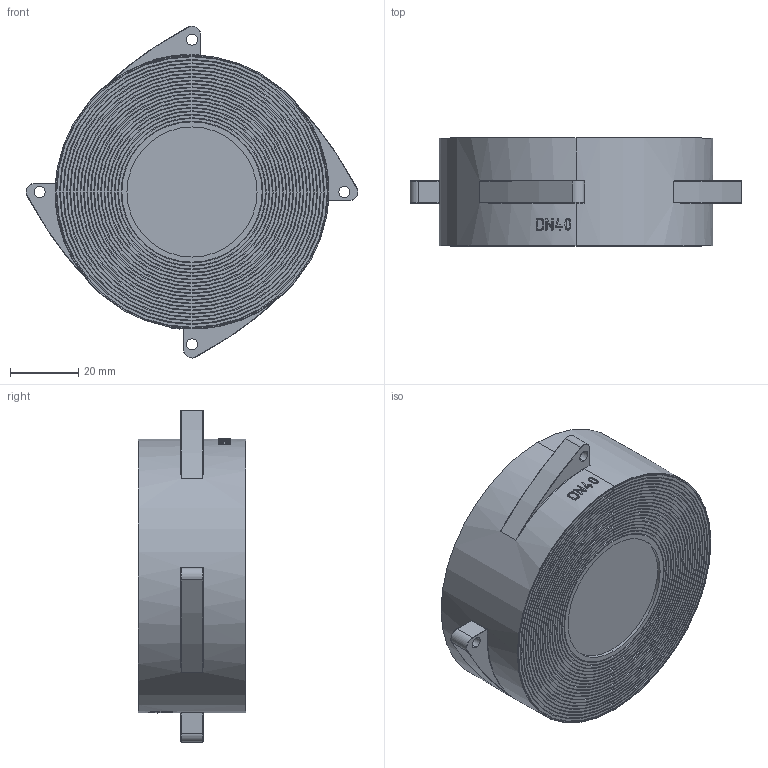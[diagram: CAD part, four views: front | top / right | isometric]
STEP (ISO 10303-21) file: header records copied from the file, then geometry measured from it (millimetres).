
FILE_DESCRIPTION (( 'STEP AP214' ), '1' );
FILE_NAME ('932-040.STEP', '2012-07-03T13:22:08', ( 'rals' ), ( 'Hewlett-Packard Company' ), 'SwSTEP 2.0', 'SolidWorks 2011', '' );
FILE_SCHEMA (( 'AUTOMOTIVE_DESIGN' ));
Length unit declared in the file: millimetre
Products named in the file (1): 932-040
Bounding box: 97 x 31.5 x 97 mm (x, y, z)
Volume: 155079.3 mm3; surface area: 20521.1 mm2
Topology: 1 solids, 1 shells, 267 faces, 627 edges, 396 vertices
Faces by surface type: torus 90, plane 72, bspline 63, cylinder 42
Entity records: 12517 total; most frequent: CARTESIAN_POINT 6638, ORIENTED_EDGE 1238, DIRECTION 1181, EDGE_CURVE 619, AXIS2_PLACEMENT_3D 545, VERTEX_POINT 396, CIRCLE 340, EDGE_LOOP 317
